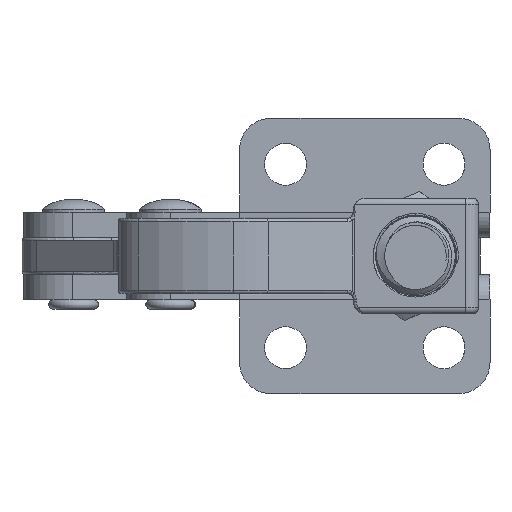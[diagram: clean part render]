
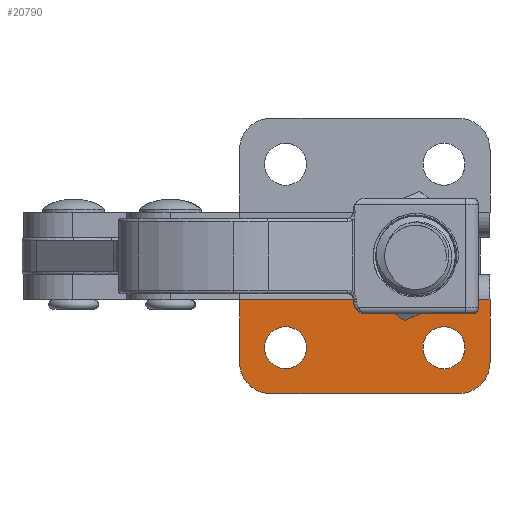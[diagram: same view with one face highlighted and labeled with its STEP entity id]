
A CAD part, left-side view. The second image highlights one B-rep face of the part: STEP entity #20790.
In plain terms, the highlighted face is planar.
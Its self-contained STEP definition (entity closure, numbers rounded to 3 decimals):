
#434 = CARTESIAN_POINT ( 'NONE',  ( -675.565, -813.334, -10. ) ) ;
#1600 = DIRECTION ( 'NONE',  ( 1., 0., 0. ) ) ;
#1629 = CARTESIAN_POINT ( 'NONE',  ( -703.214, -813.334, -7.65 ) ) ;
#1682 = DIRECTION ( 'NONE',  ( 0., 0., -1. ) ) ;
#2313 = AXIS2_PLACEMENT_3D ( 'NONE', #16252, #37382, #19275 ) ;
#2441 = DIRECTION ( 'NONE',  ( 0., 0., -1. ) ) ;
#2446 = ORIENTED_EDGE ( 'NONE', *, *, #17857, .T. ) ;
#2804 = CIRCLE ( 'NONE', #14212, 3.35 ) ;
#2912 = DIRECTION ( 'NONE',  ( 0., 0., -1. ) ) ;
#3039 = DIRECTION ( 'NONE',  ( 0., -1., 0. ) ) ;
#3164 = CARTESIAN_POINT ( 'NONE',  ( -677.916, -813.334, -7.65 ) ) ;
#3550 = DIRECTION ( 'NONE',  ( 0., 0., -1. ) ) ;
#3652 = CARTESIAN_POINT ( 'NONE',  ( -710.565, -813.334, -10. ) ) ;
#4698 = EDGE_CURVE ( 'NONE', #11900, #31692, #8789, .T. ) ;
#4711 = DIRECTION ( 'NONE',  ( 0., 0., -1. ) ) ;
#4868 = AXIS2_PLACEMENT_3D ( 'NONE', #33614, #15540, #36695 ) ;
#5507 = CARTESIAN_POINT ( 'NONE',  ( -670.565, -813.334, 0. ) ) ;
#5593 = ORIENTED_EDGE ( 'NONE', *, *, #12100, .T. ) ;
#5772 = DIRECTION ( 'NONE',  ( 0., 0., 1. ) ) ;
#5805 = AXIS2_PLACEMENT_3D ( 'NONE', #38012, #19884, #1682 ) ;
#5883 = VECTOR ( 'NONE', #20667, 1000. ) ;
#6636 = CIRCLE ( 'NONE', #19069, 5. ) ;
#7364 = VERTEX_POINT ( 'NONE', #14111 ) ;
#8488 = CARTESIAN_POINT ( 'NONE',  ( -703.214, -813.334, -11. ) ) ;
#8789 = CIRCLE ( 'NONE', #33904, 3.35 ) ;
#9242 = LINE ( 'NONE', #5507, #32415 ) ;
#9244 = EDGE_CURVE ( 'NONE', #7364, #27703, #6636, .T. ) ;
#9445 = EDGE_CURVE ( 'NONE', #16272, #27450, #2804, .T. ) ;
#9783 = CARTESIAN_POINT ( 'NONE',  ( -705.565, -813.334, 0. ) ) ;
#10029 = EDGE_LOOP ( 'NONE', ( #35857, #15353, #25159, #5593, #2446, #13832 ) ) ;
#10070 = VERTEX_POINT ( 'NONE', #12462 ) ;
#10707 = PLANE ( 'NONE',  #5805 ) ;
#11900 = VERTEX_POINT ( 'NONE', #27783 ) ;
#11962 = CARTESIAN_POINT ( 'NONE',  ( -670.565, -813.334, -10. ) ) ;
#11999 = ORIENTED_EDGE ( 'NONE', *, *, #14037, .F. ) ;
#12090 = FACE_BOUND ( 'NONE', #30709, .T. ) ;
#12100 = EDGE_CURVE ( 'NONE', #20151, #22324, #39202, .T. ) ;
#12462 = CARTESIAN_POINT ( 'NONE',  ( -670.565, -813.334, 0. ) ) ;
#13084 = EDGE_CURVE ( 'NONE', #10070, #20736, #13085, .T. ) ;
#13085 = LINE ( 'NONE', #9783, #36313 ) ;
#13398 = EDGE_CURVE ( 'NONE', #31692, #11900, #37313, .T. ) ;
#13683 = ORIENTED_EDGE ( 'NONE', *, *, #9445, .F. ) ;
#13832 = ORIENTED_EDGE ( 'NONE', *, *, #9244, .T. ) ;
#13953 = LINE ( 'NONE', #32656, #5883 ) ;
#14037 = EDGE_CURVE ( 'NONE', #27450, #16272, #33935, .T. ) ;
#14111 = CARTESIAN_POINT ( 'NONE',  ( -675.565, -813.334, -15. ) ) ;
#14212 = AXIS2_PLACEMENT_3D ( 'NONE', #1629, #22913, #4711 ) ;
#15094 = EDGE_LOOP ( 'NONE', ( #22810, #27976 ) ) ;
#15353 = ORIENTED_EDGE ( 'NONE', *, *, #13084, .T. ) ;
#15540 = DIRECTION ( 'NONE',  ( 0., -1., 0. ) ) ;
#15928 = DIRECTION ( 'NONE',  ( -1., 0., 0. ) ) ;
#16038 = CARTESIAN_POINT ( 'NONE',  ( -677.916, -813.334, -4.3 ) ) ;
#16170 = CARTESIAN_POINT ( 'NONE',  ( -703.214, -813.334, -4.3 ) ) ;
#16252 = CARTESIAN_POINT ( 'NONE',  ( -703.214, -813.334, -7.65 ) ) ;
#16272 = VERTEX_POINT ( 'NONE', #8488 ) ;
#16700 = EDGE_CURVE ( 'NONE', #20736, #20151, #13953, .T. ) ;
#16781 = CARTESIAN_POINT ( 'NONE',  ( -705.565, -813.334, -15. ) ) ;
#17857 = EDGE_CURVE ( 'NONE', #22324, #7364, #34270, .T. ) ;
#19069 = AXIS2_PLACEMENT_3D ( 'NONE', #434, #21720, #3550 ) ;
#19275 = DIRECTION ( 'NONE',  ( 0., 0., -1. ) ) ;
#19884 = DIRECTION ( 'NONE',  ( 0., -1., 0. ) ) ;
#20151 = VERTEX_POINT ( 'NONE', #3652 ) ;
#20646 = DIRECTION ( 'NONE',  ( 0., -1., 0. ) ) ;
#20667 = DIRECTION ( 'NONE',  ( 0., 0., -1. ) ) ;
#20736 = VERTEX_POINT ( 'NONE', #34569 ) ;
#20790 = ADVANCED_FACE ( 'NONE', ( #12090, #28269, #36294 ), #10707, .T. ) ;
#21707 = EDGE_CURVE ( 'NONE', #27703, #10070, #9242, .T. ) ;
#21720 = DIRECTION ( 'NONE',  ( 0., -1., 0. ) ) ;
#22324 = VERTEX_POINT ( 'NONE', #30348 ) ;
#22810 = ORIENTED_EDGE ( 'NONE', *, *, #13398, .F. ) ;
#22913 = DIRECTION ( 'NONE',  ( 0., -1., 0. ) ) ;
#25159 = ORIENTED_EDGE ( 'NONE', *, *, #16700, .T. ) ;
#25311 = VECTOR ( 'NONE', #1600, 1000. ) ;
#27450 = VERTEX_POINT ( 'NONE', #16170 ) ;
#27703 = VERTEX_POINT ( 'NONE', #11962 ) ;
#27783 = CARTESIAN_POINT ( 'NONE',  ( -677.916, -813.334, -11. ) ) ;
#27976 = ORIENTED_EDGE ( 'NONE', *, *, #4698, .F. ) ;
#28269 = FACE_OUTER_BOUND ( 'NONE', #10029, .T. ) ;
#28998 = AXIS2_PLACEMENT_3D ( 'NONE', #38751, #20646, #2441 ) ;
#30348 = CARTESIAN_POINT ( 'NONE',  ( -705.565, -813.334, -15. ) ) ;
#30709 = EDGE_LOOP ( 'NONE', ( #11999, #13683 ) ) ;
#31692 = VERTEX_POINT ( 'NONE', #16038 ) ;
#32415 = VECTOR ( 'NONE', #5772, 1000. ) ;
#32656 = CARTESIAN_POINT ( 'NONE',  ( -710.565, -813.334, 0. ) ) ;
#33614 = CARTESIAN_POINT ( 'NONE',  ( -705.565, -813.334, -10. ) ) ;
#33904 = AXIS2_PLACEMENT_3D ( 'NONE', #3164, #3039, #2912 ) ;
#33935 = CIRCLE ( 'NONE', #2313, 3.35 ) ;
#34270 = LINE ( 'NONE', #16781, #25311 ) ;
#34569 = CARTESIAN_POINT ( 'NONE',  ( -710.565, -813.334, 0. ) ) ;
#35857 = ORIENTED_EDGE ( 'NONE', *, *, #21707, .T. ) ;
#36294 = FACE_BOUND ( 'NONE', #15094, .T. ) ;
#36313 = VECTOR ( 'NONE', #15928, 1000. ) ;
#36695 = DIRECTION ( 'NONE',  ( 0., 0., -1. ) ) ;
#37313 = CIRCLE ( 'NONE', #28998, 3.35 ) ;
#37382 = DIRECTION ( 'NONE',  ( 0., -1., 0. ) ) ;
#38012 = CARTESIAN_POINT ( 'NONE',  ( -705.565, -813.334, -10. ) ) ;
#38751 = CARTESIAN_POINT ( 'NONE',  ( -677.916, -813.334, -7.65 ) ) ;
#39202 = CIRCLE ( 'NONE', #4868, 5. ) ;
